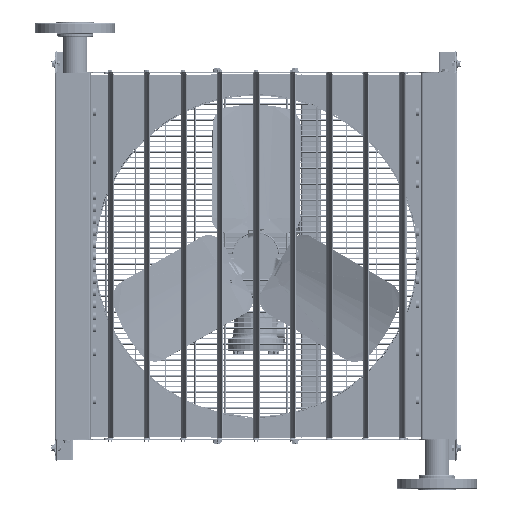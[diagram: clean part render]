
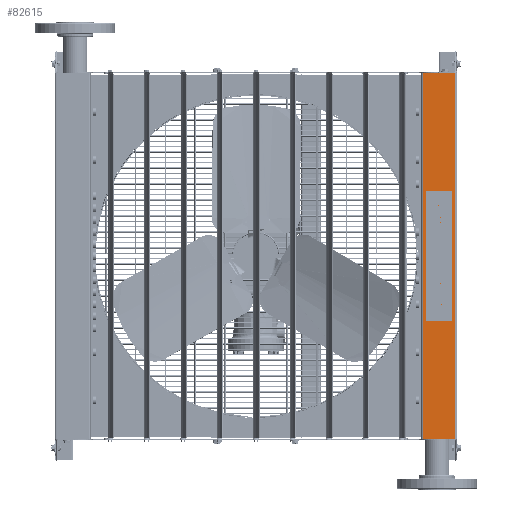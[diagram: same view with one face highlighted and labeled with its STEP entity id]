
A CAD part, left-side view. The second image highlights one B-rep face of the part: STEP entity #82615.
In plain terms, the highlighted planar face has unit normal (-1, 0, 0).
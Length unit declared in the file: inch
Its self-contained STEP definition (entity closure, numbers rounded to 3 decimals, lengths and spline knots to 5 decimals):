
#9868 = FACE_OUTER_BOUND ( 'NONE', #130988, .T. ) ;
#10623 = ORIENTED_EDGE ( 'NONE', *, *, #203608, .T. ) ;
#11521 = CARTESIAN_POINT ( 'NONE',  ( -4.213, -15.32854, 14.05535 ) ) ;
#13016 = DIRECTION ( 'NONE',  ( 0., 0., 1. ) ) ;
#16634 = CARTESIAN_POINT ( 'NONE',  ( -4.213, -12.87264, 15.72835 ) ) ;
#28729 = VECTOR ( 'NONE', #128784, 39.37008 ) ;
#30030 = AXIS2_PLACEMENT_3D ( 'NONE', #204441, #109206, #13016 ) ;
#32271 = CARTESIAN_POINT ( 'NONE',  ( -4.213, -12.87264, 14.05535 ) ) ;
#42405 = CARTESIAN_POINT ( 'NONE',  ( -4.213, -15.47854, -14.05535 ) ) ;
#71415 = LINE ( 'NONE', #16634, #28729 ) ;
#72275 = VECTOR ( 'NONE', #115969, 39.37008 ) ;
#75979 = LINE ( 'NONE', #42405, #108610 ) ;
#78585 = CARTESIAN_POINT ( 'NONE',  ( -4.213, -15.32854, -14.05535 ) ) ;
#78665 = EDGE_CURVE ( 'NONE', #171705, #190148, #75979, .T. ) ;
#82615 = ADVANCED_FACE ( 'NONE', ( #9868 ), #171162, .T. ) ;
#99212 = VERTEX_POINT ( 'NONE', #32271 ) ;
#99832 = CARTESIAN_POINT ( 'NONE',  ( -4.213, -15.32854, 15.72835 ) ) ;
#106298 = DIRECTION ( 'NONE',  ( 0., 1., 0. ) ) ;
#108610 = VECTOR ( 'NONE', #106298, 39.37008 ) ;
#109206 = DIRECTION ( 'NONE',  ( -1., 0., 0. ) ) ;
#115969 = DIRECTION ( 'NONE',  ( 0., 0., -1. ) ) ;
#127154 = CARTESIAN_POINT ( 'NONE',  ( -4.213, -12.87264, -14.05535 ) ) ;
#128784 = DIRECTION ( 'NONE',  ( 0., 0., -1. ) ) ;
#130988 = EDGE_LOOP ( 'NONE', ( #192546, #197839, #10623, #205508 ) ) ;
#134002 = CARTESIAN_POINT ( 'NONE',  ( -4.213, -15.47854, 14.05535 ) ) ;
#140252 = EDGE_CURVE ( 'NONE', #174489, #171705, #157364, .T. ) ;
#155952 = EDGE_CURVE ( 'NONE', #99212, #190148, #71415, .T. ) ;
#157364 = LINE ( 'NONE', #99832, #72275 ) ;
#171162 = PLANE ( 'NONE',  #30030 ) ;
#171705 = VERTEX_POINT ( 'NONE', #78585 ) ;
#174489 = VERTEX_POINT ( 'NONE', #11521 ) ;
#178828 = VECTOR ( 'NONE', #197336, 39.37008 ) ;
#190148 = VERTEX_POINT ( 'NONE', #127154 ) ;
#192546 = ORIENTED_EDGE ( 'NONE', *, *, #78665, .F. ) ;
#193846 = LINE ( 'NONE', #134002, #178828 ) ;
#197336 = DIRECTION ( 'NONE',  ( 0., 1., 0. ) ) ;
#197839 = ORIENTED_EDGE ( 'NONE', *, *, #140252, .F. ) ;
#203608 = EDGE_CURVE ( 'NONE', #174489, #99212, #193846, .T. ) ;
#204441 = CARTESIAN_POINT ( 'NONE',  ( -4.213, -15.47854, 15.72835 ) ) ;
#205508 = ORIENTED_EDGE ( 'NONE', *, *, #155952, .T. ) ;
